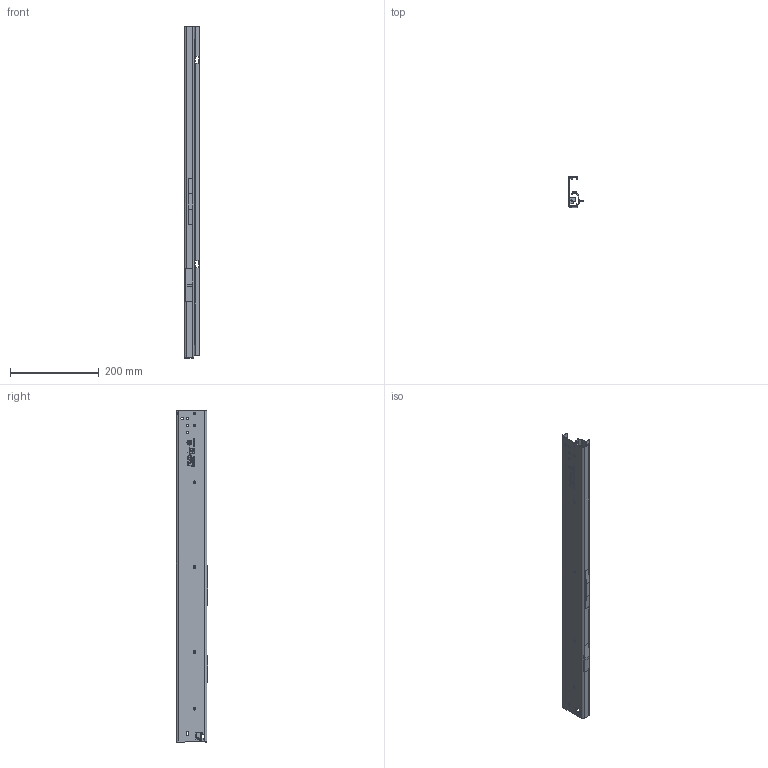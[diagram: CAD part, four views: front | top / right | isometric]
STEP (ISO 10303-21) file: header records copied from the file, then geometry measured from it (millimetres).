
FILE_DESCRIPTION (( 'STEP AP214' ), '1' );
FILE_NAME ('FR_7100_SCC_US_OE.0750mm_30inch_closed_left.STEP', '2022-11-18T08:01:22', ( '' ), ( '' ), 'SwSTEP 2.0', 'SolidWorks 2020', '' );
FILE_SCHEMA (( 'AUTOMOTIVE_DESIGN' ));
Length unit declared in the file: millimetre
Products named in the file (5): FR_7100_SCC_US_OE.0750mm_30inch_closed_left; CS# 7100.XXX-03.S096_NL 750; CS# 7100.XXX-01.0000_NL 750
Assembly tree (4 placements, depth 3):
  FR_7100_SCC_US_OE.0750mm_30inch_closed_left
    CS# 7100.XXX-01.0000_NL 750
      CS# 7100.XXX-01.0000_NL 750
    CS# 7100.XXX-03.S096_NL 750
      CS# 7100.XXX-03.S096_NL 750
Bounding box: 34.55 x 70.8 x 750 mm (x, y, z)
Volume: 268031.2 mm3; surface area: 237420.2 mm2
Topology: 2 solids, 2 shells, 925 faces, 2464 edges, 1580 vertices
Faces by surface type: plane 531, bspline 173, cylinder 136, cone 83, sphere 2
Entity records: 47845 total; most frequent: CARTESIAN_POINT 20067, ORIENTED_EDGE 4916, DIRECTION 3769, EDGE_CURVE 2458, VERTEX_POINT 1580, LINE 1493, VECTOR 1493, AXIS2_PLACEMENT_3D 1138
